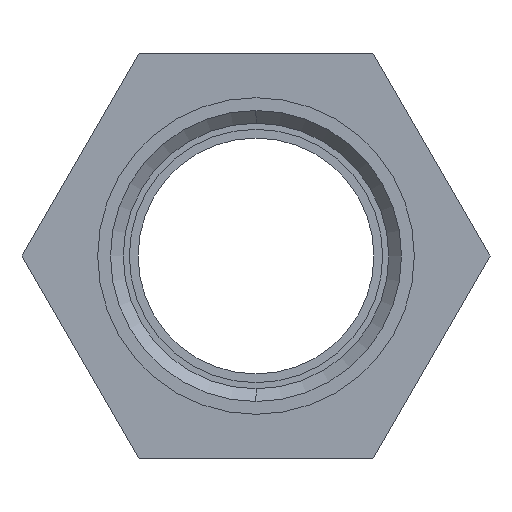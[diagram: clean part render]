
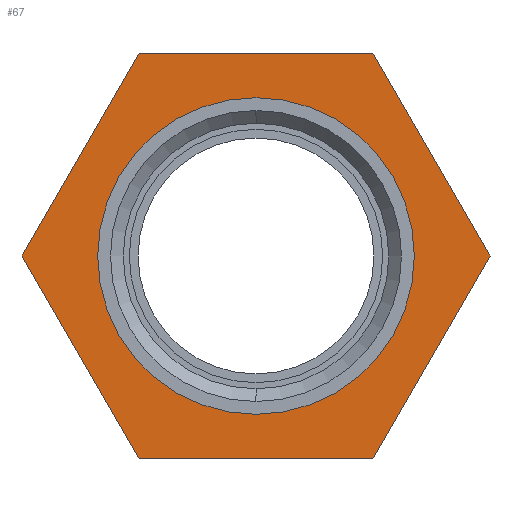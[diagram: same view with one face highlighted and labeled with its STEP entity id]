
A CAD part, left-side view. The second image highlights one B-rep face of the part: STEP entity #67.
In plain terms, the highlighted planar face has unit normal (-1, 0, 0).
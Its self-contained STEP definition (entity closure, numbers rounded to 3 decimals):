
#67=ADVANCED_FACE('',(#149,#150),#151,.F.);
#149=FACE_OUTER_BOUND('',#250,.T.);
#150=FACE_BOUND('',#251,.T.);
#151=PLANE('',#252);
#250=EDGE_LOOP('',(#370,#371,#372,#373,#374,#375));
#251=EDGE_LOOP('',(#376,#377));
#252=AXIS2_PLACEMENT_3D('',#378,#379,#380);
#370=ORIENTED_EDGE('',*,*,#572,.F.);
#371=ORIENTED_EDGE('',*,*,#573,.F.);
#372=ORIENTED_EDGE('',*,*,#574,.F.);
#373=ORIENTED_EDGE('',*,*,#575,.F.);
#374=ORIENTED_EDGE('',*,*,#576,.F.);
#375=ORIENTED_EDGE('',*,*,#577,.F.);
#376=ORIENTED_EDGE('',*,*,#565,.T.);
#377=ORIENTED_EDGE('',*,*,#567,.T.);
#378=CARTESIAN_POINT('',(16.68,0.0,0.));
#379=DIRECTION('',(1.0,0.0,0.0));
#380=DIRECTION('',(0.0,0.0,-1.0));
#565=EDGE_CURVE('',#660,#664,#666,.T.);
#567=EDGE_CURVE('',#664,#660,#668,.T.);
#572=EDGE_CURVE('',#673,#674,#675,.T.);
#573=EDGE_CURVE('',#676,#673,#677,.T.);
#574=EDGE_CURVE('',#678,#676,#679,.T.);
#575=EDGE_CURVE('',#680,#678,#681,.T.);
#576=EDGE_CURVE('',#682,#680,#683,.T.);
#577=EDGE_CURVE('',#674,#682,#684,.T.);
#660=VERTEX_POINT('',#791);
#664=VERTEX_POINT('',#796);
#666=CIRCLE('',#799,12.5);
#668=CIRCLE('',#801,12.5);
#673=VERTEX_POINT('',#806);
#674=VERTEX_POINT('',#807);
#675=LINE('',#808,#809);
#676=VERTEX_POINT('',#810);
#677=LINE('',#811,#812);
#678=VERTEX_POINT('',#813);
#679=LINE('',#814,#815);
#680=VERTEX_POINT('',#816);
#681=LINE('',#817,#818);
#682=VERTEX_POINT('',#819);
#683=LINE('',#820,#821);
#684=LINE('',#822,#823);
#791=CARTESIAN_POINT('',(16.68,0.0,-12.5));
#796=CARTESIAN_POINT('',(16.68,0.,12.5));
#799=AXIS2_PLACEMENT_3D('',#942,#943,#944);
#801=AXIS2_PLACEMENT_3D('',#945,#946,#947);
#806=CARTESIAN_POINT('',(16.68,9.238,-16.0));
#807=CARTESIAN_POINT('',(16.68,18.475,0.0));
#808=CARTESIAN_POINT('',(16.68,9.238,-16.0));
#809=VECTOR('',#954,1.0);
#810=CARTESIAN_POINT('',(16.68,-9.238,-16.0));
#811=CARTESIAN_POINT('',(16.68,-9.238,-16.0));
#812=VECTOR('',#955,1.0);
#813=CARTESIAN_POINT('',(16.68,-18.475,0.0));
#814=CARTESIAN_POINT('',(16.68,-18.475,0.0));
#815=VECTOR('',#956,1.0);
#816=CARTESIAN_POINT('',(16.68,-9.238,16.0));
#817=CARTESIAN_POINT('',(16.68,-9.238,16.0));
#818=VECTOR('',#957,1.0);
#819=CARTESIAN_POINT('',(16.68,9.238,16.0));
#820=CARTESIAN_POINT('',(16.68,9.238,16.0));
#821=VECTOR('',#958,1.0);
#822=CARTESIAN_POINT('',(16.68,18.475,0.0));
#823=VECTOR('',#959,1.0);
#942=CARTESIAN_POINT('',(16.68,0.0,0.0));
#943=DIRECTION('',(1.0,0.0,0.0));
#944=DIRECTION('',(0.0,0.0,-1.0));
#945=CARTESIAN_POINT('',(16.68,0.0,0.0));
#946=DIRECTION('',(1.0,0.0,0.0));
#947=DIRECTION('',(0.0,0.0,-1.0));
#954=DIRECTION('',(0.0,0.5,0.866));
#955=DIRECTION('',(0.0,1.0,0.0));
#956=DIRECTION('',(0.0,0.5,-0.866));
#957=DIRECTION('',(0.0,-0.5,-0.866));
#958=DIRECTION('',(0.0,-1.0,0.0));
#959=DIRECTION('',(0.0,-0.5,0.866));
